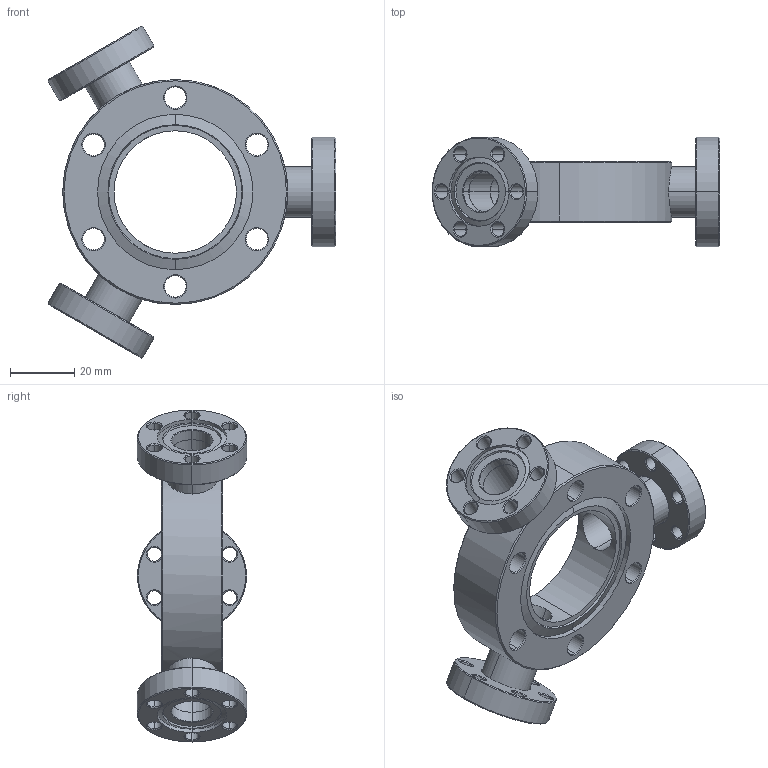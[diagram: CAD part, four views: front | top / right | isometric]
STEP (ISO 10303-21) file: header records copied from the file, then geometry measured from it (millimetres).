
FILE_DESCRIPTION (( 'STEP AP214' ), '1' );
FILE_NAME ('Hositrad_CF35-38DX3-16.STEP', '2012-12-21T10:01:08', ( '' ), ( '' ), 'SwSTEP 2.0', 'SolidWorks 2012', '' );
FILE_SCHEMA (( 'AUTOMOTIVE_DESIGN' ));
Length unit declared in the file: millimetre
Products named in the file (5): FO16-L30.9; NW16CF-weld_15,8; Tube15.8-19_D15.8-L26,2; NW35CF-Double-Radial-3; Hositrad_CF35-38DX3-16
Assembly tree (6 placements, depth 3):
  Hositrad_CF35-38DX3-16
    NW35CF-Double-Radial-3
    FO16-L30.9  x3
      Tube15.8-19_D15.8-L26,2
      NW16CF-weld_15,8
Bounding box: 89.57 x 34 x 103.3 mm (x, y, z)
Volume: 56169.9 mm3; surface area: 28741 mm2
Topology: 7 solids, 7 shells, 285 faces, 645 edges, 384 vertices
Faces by surface type: cone 145, cylinder 104, plane 34, torus 2
Entity records: 5125 total; most frequent: CARTESIAN_POINT 1237, DIRECTION 870, ORIENTED_EDGE 714, AXIS2_PLACEMENT_3D 364, EDGE_CURVE 357, VERTEX_POINT 216, CIRCLE 201, EDGE_LOOP 195
